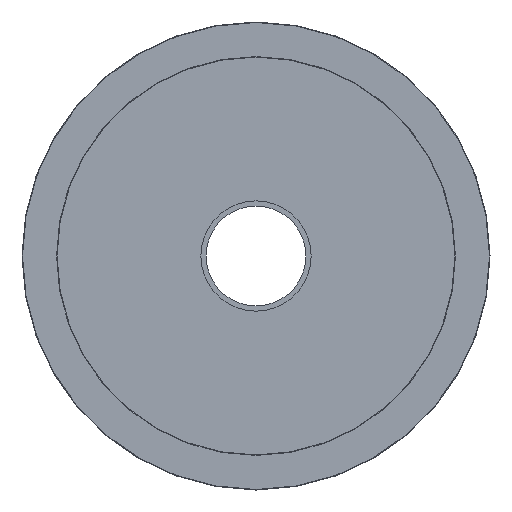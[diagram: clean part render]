
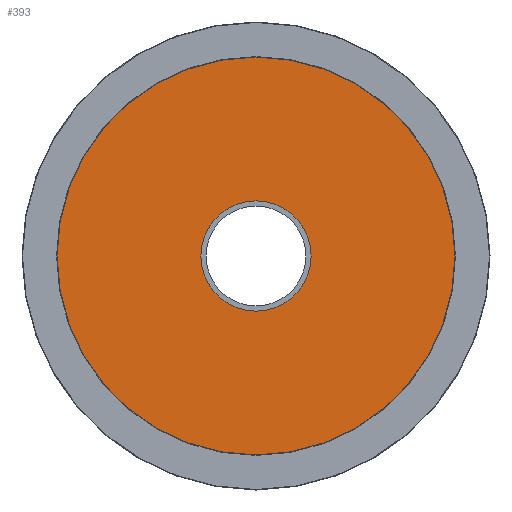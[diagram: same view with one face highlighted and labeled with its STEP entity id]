
A CAD part, front view. The second image highlights one B-rep face of the part: STEP entity #393.
In plain terms, the highlighted planar face has unit normal (0, -1, 0).
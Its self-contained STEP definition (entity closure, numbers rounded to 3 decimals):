
#89 = CIRCLE ( 'NONE', #414, 21.2 ) ;
#131 = EDGE_LOOP ( 'NONE', ( #916, #525 ) ) ;
#135 = VERTEX_POINT ( 'NONE', #853 ) ;
#160 = CIRCLE ( 'NONE', #1169, 76.5 ) ;
#230 = AXIS2_PLACEMENT_3D ( 'NONE', #458, #1227, #846 ) ;
#252 = DIRECTION ( 'NONE',  ( 0., 1., 0. ) ) ;
#393 = ADVANCED_FACE ( 'NONE', ( #1159, #463 ), #925, .T. ) ;
#414 = AXIS2_PLACEMENT_3D ( 'NONE', #1578, #810, #940 ) ;
#438 = EDGE_CURVE ( 'NONE', #1284, #1104, #89, .T. ) ;
#458 = CARTESIAN_POINT ( 'NONE',  ( 0., 4.5, 0. ) ) ;
#463 = FACE_OUTER_BOUND ( 'NONE', #131, .T. ) ;
#525 = ORIENTED_EDGE ( 'NONE', *, *, #1021, .F. ) ;
#561 = EDGE_LOOP ( 'NONE', ( #747, #1042 ) ) ;
#583 = CIRCLE ( 'NONE', #230, 21.2 ) ;
#585 = AXIS2_PLACEMENT_3D ( 'NONE', #1410, #627, #1527 ) ;
#627 = DIRECTION ( 'NONE',  ( 0., 1., 0. ) ) ;
#668 = CARTESIAN_POINT ( 'NONE',  ( -76.5, 4.5, 0. ) ) ;
#747 = ORIENTED_EDGE ( 'NONE', *, *, #438, .F. ) ;
#795 = DIRECTION ( 'NONE',  ( 1., 0., 0. ) ) ;
#810 = DIRECTION ( 'NONE',  ( 0., -1., 0. ) ) ;
#846 = DIRECTION ( 'NONE',  ( 1., 0., 0. ) ) ;
#853 = CARTESIAN_POINT ( 'NONE',  ( -76.5, 4.5, 0. ) ) ;
#912 = CARTESIAN_POINT ( 'NONE',  ( 21.2, 4.5, 0. ) ) ;
#916 = ORIENTED_EDGE ( 'NONE', *, *, #985, .F. ) ;
#925 = PLANE ( 'NONE',  #1326 ) ;
#940 = DIRECTION ( 'NONE',  ( 1., 0., 0. ) ) ;
#985 = EDGE_CURVE ( 'NONE', #135, #1536, #1160, .T. ) ;
#1021 = EDGE_CURVE ( 'NONE', #1536, #135, #160, .T. ) ;
#1028 = CARTESIAN_POINT ( 'NONE',  ( 0., 4.5, 0. ) ) ;
#1042 = ORIENTED_EDGE ( 'NONE', *, *, #1420, .F. ) ;
#1066 = DIRECTION ( 'NONE',  ( 0., -1., 0. ) ) ;
#1104 = VERTEX_POINT ( 'NONE', #912 ) ;
#1158 = DIRECTION ( 'NONE',  ( -1., 0., 0. ) ) ;
#1159 = FACE_BOUND ( 'NONE', #561, .T. ) ;
#1160 = CIRCLE ( 'NONE', #585, 76.5 ) ;
#1169 = AXIS2_PLACEMENT_3D ( 'NONE', #1028, #252, #1158 ) ;
#1217 = CARTESIAN_POINT ( 'NONE',  ( 76.5, 4.5, 0. ) ) ;
#1227 = DIRECTION ( 'NONE',  ( 0., -1., 0. ) ) ;
#1284 = VERTEX_POINT ( 'NONE', #1337 ) ;
#1326 = AXIS2_PLACEMENT_3D ( 'NONE', #668, #1066, #795 ) ;
#1337 = CARTESIAN_POINT ( 'NONE',  ( -21.2, 4.5, 0. ) ) ;
#1410 = CARTESIAN_POINT ( 'NONE',  ( 0., 4.5, 0. ) ) ;
#1420 = EDGE_CURVE ( 'NONE', #1104, #1284, #583, .T. ) ;
#1527 = DIRECTION ( 'NONE',  ( -1., 0., 0. ) ) ;
#1536 = VERTEX_POINT ( 'NONE', #1217 ) ;
#1578 = CARTESIAN_POINT ( 'NONE',  ( 0., 4.5, 0. ) ) ;
